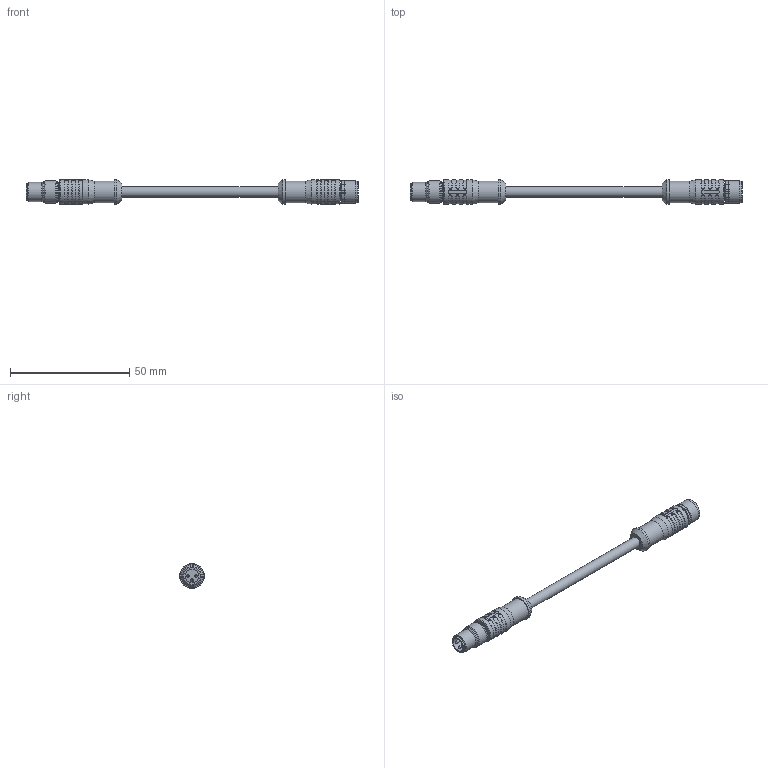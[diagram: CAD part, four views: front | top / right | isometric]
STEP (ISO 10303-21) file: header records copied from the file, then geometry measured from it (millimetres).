
FILE_DESCRIPTION(/* description */ (''),/* implementation_level */ '2;1');
FILE_NAME(/* name */ 'HT-SKP3-HT-SSP3_S2430.stp',/* time_stamp */ '2016-05-25T11:50:58+02:00',/* author */ (''),/* organization */ (''),/* preprocessor_version */ 'ST-DEVELOPER v16',/* originating_system */ 'SIEMENS PLM Software NX 10.0',/* authorisation */ '');
FILE_SCHEMA (('AUTOMOTIVE_DESIGN { 1 0 10303 214 3 1 1 1 }'));
Length unit declared in the file: millimetre
Products named in the file (1): HT-SKP3-HT-SSP3_S2430
Bounding box: 139.25 x 10.3 x 10.3 mm (x, y, z)
Volume: 5932.1 mm3; surface area: 3940.9 mm2
Topology: 1 solids, 1 shells, 248 faces, 543 edges, 357 vertices
Faces by surface type: cylinder 84, torus 53, bspline 48, plane 43, cone 17, sphere 3
Full cylindrical faces by diameter (mm): 1 x3, 1.075 x3, 4.4 x1, 5.65 x1, 5.725 x1, 5.8 x2, 6.9 x1, 6.95 x1, 7.2 x1, 8 x1, 8.2 x1, 9 x2, 9.1 x2, 9.2 x1, 9.6 x3, 10.3 x4
Entity records: 8167 total; most frequent: CARTESIAN_POINT 3165, DIRECTION 1035, ORIENTED_EDGE 892, AXIS2_PLACEMENT_3D 478, EDGE_CURVE 446, EDGE_LOOP 338, VERTEX_POINT 290, CIRCLE 277
